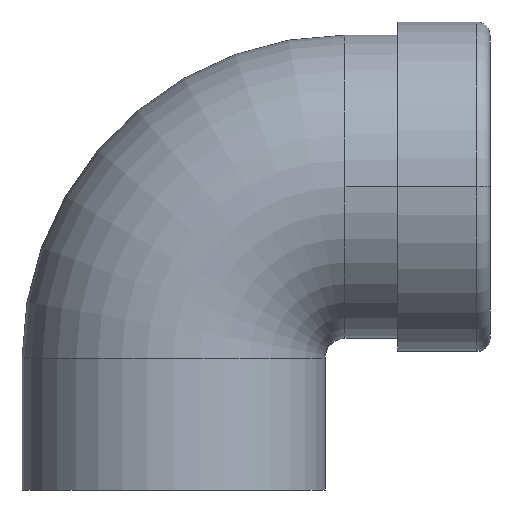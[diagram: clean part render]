
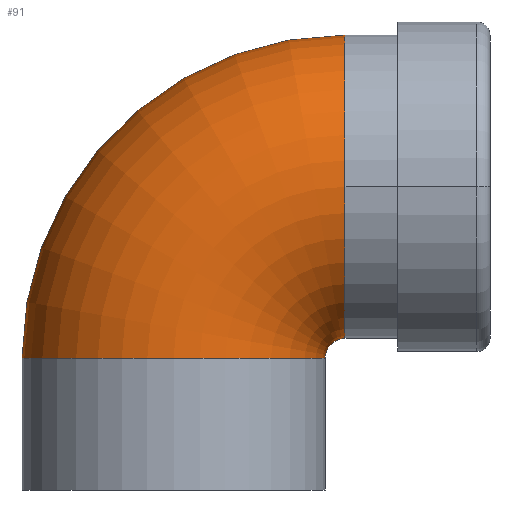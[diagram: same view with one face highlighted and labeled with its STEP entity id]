
A CAD part, front view. The second image highlights one B-rep face of the part: STEP entity #91.
In plain terms, the highlighted toroidal (fillet/blend) face has major radius 13 mm and minor radius 11.5 mm.
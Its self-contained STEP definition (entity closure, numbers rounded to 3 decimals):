
#91=ADVANCED_FACE('',(#183),#184,.T.);
#183=FACE_OUTER_BOUND('',#269,.T.);
#184=TOROIDAL_SURFACE('',#270,13.0,11.5);
#269=EDGE_LOOP('',(#452,#453,#454,#455,#456));
#270=AXIS2_PLACEMENT_3D('',#457,#458,#459);
#452=ORIENTED_EDGE('',*,*,#478,.T.);
#453=ORIENTED_EDGE('',*,*,#547,.T.);
#454=ORIENTED_EDGE('',*,*,#481,.T.);
#455=ORIENTED_EDGE('',*,*,#544,.T.);
#456=ORIENTED_EDGE('',*,*,#494,.T.);
#457=CARTESIAN_POINT('',(13.0,0.,10.0));
#458=DIRECTION('',(0.0,-1.0,0.0));
#459=DIRECTION('',(0.0,0.0,-1.0));
#478=EDGE_CURVE('',#553,#554,#555,.T.);
#481=EDGE_CURVE('',#560,#558,#561,.T.);
#494=EDGE_CURVE('',#581,#553,#582,.T.);
#544=EDGE_CURVE('',#558,#581,#651,.T.);
#547=EDGE_CURVE('',#554,#560,#654,.T.);
#553=VERTEX_POINT('',#660);
#554=VERTEX_POINT('',#661);
#555=CIRCLE('',#662,24.5);
#558=VERTEX_POINT('',#665);
#560=VERTEX_POINT('',#667);
#561=CIRCLE('',#668,1.5);
#581=VERTEX_POINT('',#819);
#582=CIRCLE('',#820,11.5);
#651=CIRCLE('',#1026,11.5);
#654=CIRCLE('',#1029,11.5);
#660=CARTESIAN_POINT('',(13.0,0.,34.5));
#661=CARTESIAN_POINT('',(-11.5,0.0,10.0));
#662=AXIS2_PLACEMENT_3D('',#1034,#1035,#1036);
#665=CARTESIAN_POINT('',(13.0,0.0,11.5));
#667=CARTESIAN_POINT('',(11.5,0.,10.0));
#668=AXIS2_PLACEMENT_3D('',#1043,#1044,#1045);
#819=CARTESIAN_POINT('',(13.0,-11.5,23.0));
#820=AXIS2_PLACEMENT_3D('',#1061,#1062,#1063);
#1026=AXIS2_PLACEMENT_3D('',#1139,#1140,#1141);
#1029=AXIS2_PLACEMENT_3D('',#1142,#1143,#1144);
#1034=CARTESIAN_POINT('',(13.0,0.,10.0));
#1035=DIRECTION('',(0.0,-1.0,0.0));
#1036=DIRECTION('',(0.0,0.0,-1.0));
#1043=CARTESIAN_POINT('',(13.0,0.,10.0));
#1044=DIRECTION('',(-0.0,1.0,0.0));
#1045=DIRECTION('',(0.0,0.0,-1.0));
#1061=CARTESIAN_POINT('',(13.0,0.,23.0));
#1062=DIRECTION('',(-1.0,0.0,0.0));
#1063=DIRECTION('',(0.0,0.,-1.0));
#1139=CARTESIAN_POINT('',(13.0,0.,23.0));
#1140=DIRECTION('',(-1.0,0.0,0.0));
#1141=DIRECTION('',(0.0,0.,-1.0));
#1142=CARTESIAN_POINT('',(0.0,0.0,10.0));
#1143=DIRECTION('',(0.0,0.0,1.0));
#1144=DIRECTION('',(-1.0,0.0,0.0));
